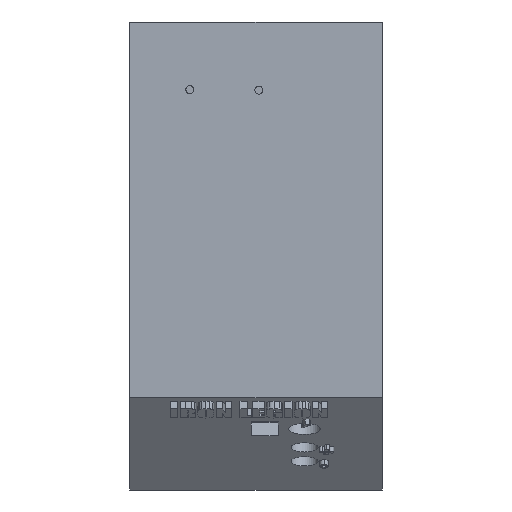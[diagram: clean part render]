
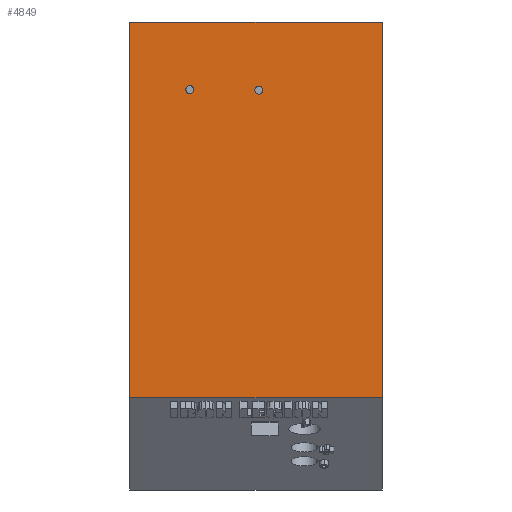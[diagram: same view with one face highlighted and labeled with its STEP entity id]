
A CAD part, top view. The second image highlights one B-rep face of the part: STEP entity #4849.
In plain terms, the highlighted planar face has unit normal (0, 0, 1).
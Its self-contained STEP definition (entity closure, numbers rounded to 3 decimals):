
#358=FACE_BOUND('',#1039,.T.);
#359=FACE_BOUND('',#1040,.T.);
#497=PLANE('',#5056);
#751=FACE_OUTER_BOUND('',#1038,.T.);
#1038=EDGE_LOOP('',(#4541,#4542,#4543,#4544));
#1039=EDGE_LOOP('',(#4545));
#1040=EDGE_LOOP('',(#4546));
#1146=LINE('',#6287,#1613);
#1510=LINE('',#8930,#1977);
#1512=LINE('',#8934,#1979);
#1513=LINE('',#8935,#1980);
#1613=VECTOR('',#5265,10.);
#1977=VECTOR('',#5901,10.);
#1979=VECTOR('',#5905,10.);
#1980=VECTOR('',#5906,10.);
#1991=CIRCLE('',#4882,1.5);
#1993=CIRCLE('',#4885,1.5);
#2027=VERTEX_POINT('',#5946);
#2029=VERTEX_POINT('',#5952);
#2107=VERTEX_POINT('',#6284);
#2108=VERTEX_POINT('',#6286);
#2483=VERTEX_POINT('',#8928);
#2484=VERTEX_POINT('',#8933);
#2497=EDGE_CURVE('',#2027,#2027,#1991,.T.);
#2500=EDGE_CURVE('',#2029,#2029,#1993,.T.);
#2613=EDGE_CURVE('',#2107,#2108,#1146,.T.);
#3178=EDGE_CURVE('',#2107,#2483,#1510,.T.);
#3180=EDGE_CURVE('',#2483,#2484,#1512,.T.);
#3181=EDGE_CURVE('',#2108,#2484,#1513,.T.);
#4541=ORIENTED_EDGE('',*,*,#3178,.T.);
#4542=ORIENTED_EDGE('',*,*,#3180,.T.);
#4543=ORIENTED_EDGE('',*,*,#3181,.F.);
#4544=ORIENTED_EDGE('',*,*,#2613,.F.);
#4545=ORIENTED_EDGE('',*,*,#2497,.T.);
#4546=ORIENTED_EDGE('',*,*,#2500,.T.);
#4849=ADVANCED_FACE('',(#751,#358,#359),#497,.T.);
#4882=AXIS2_PLACEMENT_3D('',#5947,#5096,#5097);
#4885=AXIS2_PLACEMENT_3D('',#5953,#5103,#5104);
#5056=AXIS2_PLACEMENT_3D('',#8932,#5903,#5904);
#5096=DIRECTION('center_axis',(0.,0.,-1.));
#5097=DIRECTION('ref_axis',(1.,0.,0.));
#5103=DIRECTION('center_axis',(0.,0.,-1.));
#5104=DIRECTION('ref_axis',(1.,0.,0.));
#5265=DIRECTION('',(-1.,0.,0.));
#5901=DIRECTION('',(0.,1.,0.));
#5903=DIRECTION('center_axis',(0.,0.,1.));
#5904=DIRECTION('ref_axis',(0.,1.,0.));
#5905=DIRECTION('',(-1.,0.,0.));
#5906=DIRECTION('',(0.,1.,0.));
#5946=CARTESIAN_POINT('',(16.5,0.,98.969));
#5947=CARTESIAN_POINT('Origin',(18.,0.,98.969));
#5952=CARTESIAN_POINT('',(-9.19,0.181,98.969));
#5953=CARTESIAN_POINT('Origin',(-7.69,0.181,98.969));
#6284=CARTESIAN_POINT('',(63.923,-114.462,98.969));
#6286=CARTESIAN_POINT('',(-30.077,-114.462,98.969));
#6287=CARTESIAN_POINT('',(68.923,-114.462,98.969));
#8928=CARTESIAN_POINT('',(63.923,25.336,98.969));
#8930=CARTESIAN_POINT('',(63.923,-114.462,98.969));
#8932=CARTESIAN_POINT('Origin',(68.923,-114.462,98.969));
#8933=CARTESIAN_POINT('',(-30.077,25.336,98.969));
#8934=CARTESIAN_POINT('',(68.923,25.336,98.969));
#8935=CARTESIAN_POINT('',(-30.077,-114.462,98.969));
